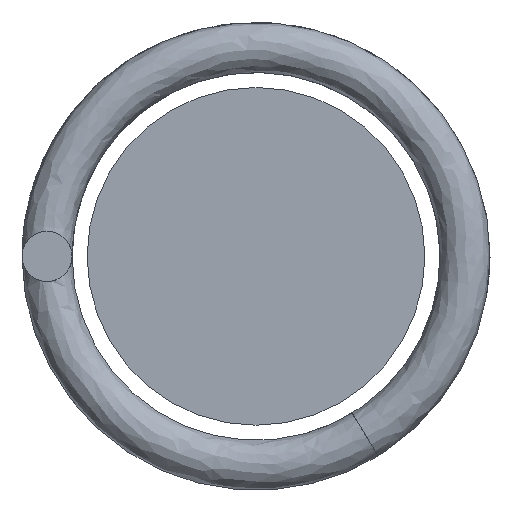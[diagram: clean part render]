
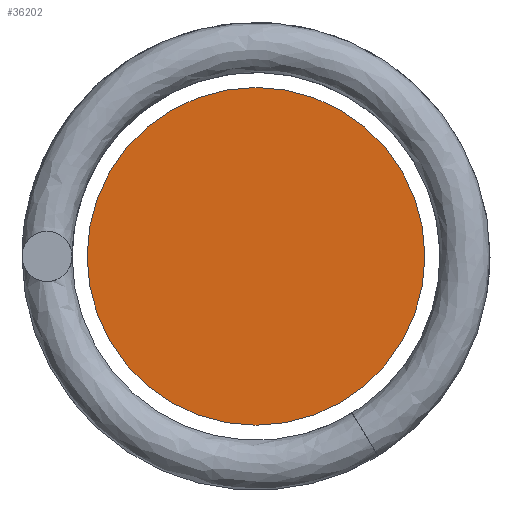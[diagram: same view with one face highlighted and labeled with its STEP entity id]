
A CAD part, front view. The second image highlights one B-rep face of the part: STEP entity #36202.
In plain terms, the highlighted planar face has unit normal (0, -1, 0).
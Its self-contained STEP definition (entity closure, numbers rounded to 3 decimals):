
#36155=CARTESIAN_POINT('',(0.,-28.375,0.));
#36156=DIRECTION('',(0.,1.,0.));
#36157=DIRECTION('',(1.,0.,0.));
#36158=AXIS2_PLACEMENT_3D('',#36155,#36156,#36157);
#36160=CARTESIAN_POINT('',(0.,-28.375,0.));
#36161=DIRECTION('',(0.,1.,0.));
#36162=DIRECTION('',(-1.,0.,0.));
#36163=AXIS2_PLACEMENT_3D('',#36160,#36161,#36162);
#36183=CARTESIAN_POINT('',(5.5,-28.375,0.));
#36184=CARTESIAN_POINT('',(-5.5,-28.375,0.));
#36185=VERTEX_POINT('',#36183);
#36186=VERTEX_POINT('',#36184);
#36191=CARTESIAN_POINT('',(0.,-28.375,0.));
#36192=DIRECTION('',(0.,1.,0.));
#36193=DIRECTION('',(1.,0.,0.));
#36194=AXIS2_PLACEMENT_3D('',#36191,#36192,#36193);
#36195=PLANE('',#36194);
#36197=ORIENTED_EDGE('',*,*,#36196,.T.);
#36199=ORIENTED_EDGE('',*,*,#36198,.T.);
#36200=EDGE_LOOP('',(#36197,#36199));
#36201=FACE_OUTER_BOUND('',#36200,.F.);
#36159=CIRCLE('',#36158,5.5);
#36164=CIRCLE('',#36163,5.5);
#36196=EDGE_CURVE('',#36185,#36186,#36159,.T.);
#36198=EDGE_CURVE('',#36186,#36185,#36164,.T.);
#36202=ADVANCED_FACE('',(#36201),#36195,.F.);
